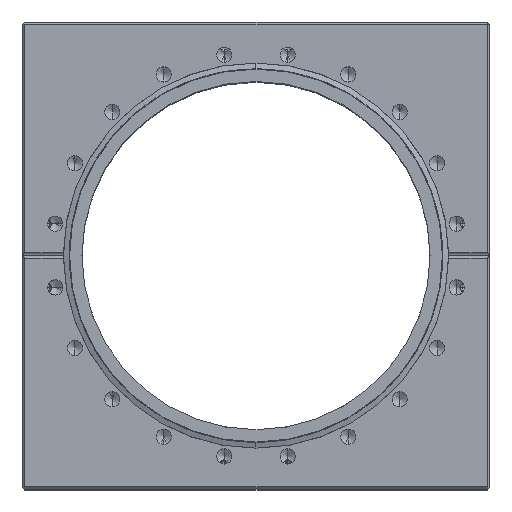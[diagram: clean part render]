
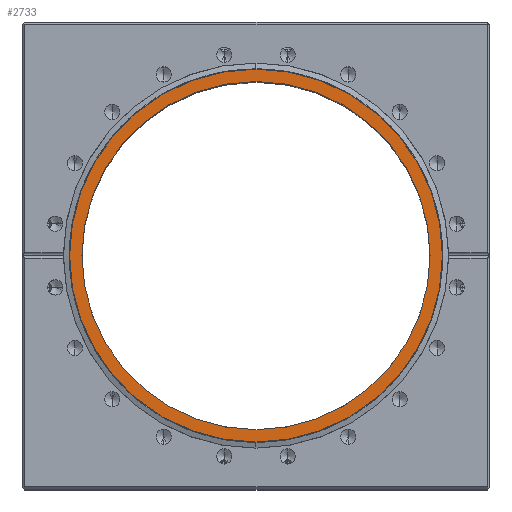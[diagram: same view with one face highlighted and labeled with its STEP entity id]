
A CAD part, top view. The second image highlights one B-rep face of the part: STEP entity #2733.
In plain terms, the highlighted planar face has unit normal (0, 0, 1).
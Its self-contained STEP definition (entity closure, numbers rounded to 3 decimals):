
#1134 = AXIS2_PLACEMENT_3D ( 'NONE', #11448, #16877, #6083 ) ;
#1895 = FACE_BOUND ( 'NONE', #15736, .T. ) ;
#2348 = CARTESIAN_POINT ( 'NONE',  ( 0., 0., 102.8 ) ) ;
#2733 = ADVANCED_FACE ( 'NONE', ( #1895, #15720 ), #4844, .F. ) ;
#2814 = EDGE_CURVE ( 'NONE', #5401, #8004, #9323, .T. ) ;
#3417 = CIRCLE ( 'NONE', #1134, 82.998 ) ;
#4844 = PLANE ( 'NONE',  #9027 ) ;
#4935 = VERTEX_POINT ( 'NONE', #16623 ) ;
#5399 = CIRCLE ( 'NONE', #13383, 82.998 ) ;
#5401 = VERTEX_POINT ( 'NONE', #8236 ) ;
#5757 = DIRECTION ( 'NONE',  ( 1., 0., 0. ) ) ;
#6083 = DIRECTION ( 'NONE',  ( 0., -1., 0. ) ) ;
#6729 = ORIENTED_EDGE ( 'NONE', *, *, #12085, .T. ) ;
#7341 = DIRECTION ( 'NONE',  ( 0., 1., 0. ) ) ;
#7897 = AXIS2_PLACEMENT_3D ( 'NONE', #15894, #12310, #17328 ) ;
#8004 = VERTEX_POINT ( 'NONE', #13514 ) ;
#8062 = EDGE_LOOP ( 'NONE', ( #15179, #6729 ) ) ;
#8236 = CARTESIAN_POINT ( 'NONE',  ( -77.5, 0., 102.8 ) ) ;
#8785 = VERTEX_POINT ( 'NONE', #16231 ) ;
#9012 = CIRCLE ( 'NONE', #12713, 77.5 ) ;
#9027 = AXIS2_PLACEMENT_3D ( 'NONE', #13054, #10296, #7341 ) ;
#9323 = CIRCLE ( 'NONE', #7897, 77.5 ) ;
#9756 = ORIENTED_EDGE ( 'NONE', *, *, #10580, .T. ) ;
#9774 = CARTESIAN_POINT ( 'NONE',  ( 0., 0., 102.8 ) ) ;
#10296 = DIRECTION ( 'NONE',  ( 0., 0., -1. ) ) ;
#10580 = EDGE_CURVE ( 'NONE', #8004, #5401, #9012, .T. ) ;
#11448 = CARTESIAN_POINT ( 'NONE',  ( 0., 0., 102.8 ) ) ;
#11805 = EDGE_CURVE ( 'NONE', #4935, #8785, #5399, .T. ) ;
#12085 = EDGE_CURVE ( 'NONE', #8785, #4935, #3417, .T. ) ;
#12310 = DIRECTION ( 'NONE',  ( 0., 0., -1. ) ) ;
#12713 = AXIS2_PLACEMENT_3D ( 'NONE', #9774, #15206, #5757 ) ;
#13054 = CARTESIAN_POINT ( 'NONE',  ( 82.998, 0., 102.8 ) ) ;
#13238 = DIRECTION ( 'NONE',  ( 0., -1., 0. ) ) ;
#13383 = AXIS2_PLACEMENT_3D ( 'NONE', #2348, #14573, #13238 ) ;
#13514 = CARTESIAN_POINT ( 'NONE',  ( 77.5, 0., 102.8 ) ) ;
#14573 = DIRECTION ( 'NONE',  ( 0., 0., 1. ) ) ;
#15179 = ORIENTED_EDGE ( 'NONE', *, *, #11805, .T. ) ;
#15206 = DIRECTION ( 'NONE',  ( 0., 0., -1. ) ) ;
#15720 = FACE_OUTER_BOUND ( 'NONE', #8062, .T. ) ;
#15736 = EDGE_LOOP ( 'NONE', ( #9756, #16500 ) ) ;
#15894 = CARTESIAN_POINT ( 'NONE',  ( 0., 0., 102.8 ) ) ;
#16231 = CARTESIAN_POINT ( 'NONE',  ( 0., 82.998, 102.8 ) ) ;
#16500 = ORIENTED_EDGE ( 'NONE', *, *, #2814, .T. ) ;
#16623 = CARTESIAN_POINT ( 'NONE',  ( 0., -82.998, 102.8 ) ) ;
#16877 = DIRECTION ( 'NONE',  ( 0., 0., 1. ) ) ;
#17328 = DIRECTION ( 'NONE',  ( 1., 0., 0. ) ) ;
